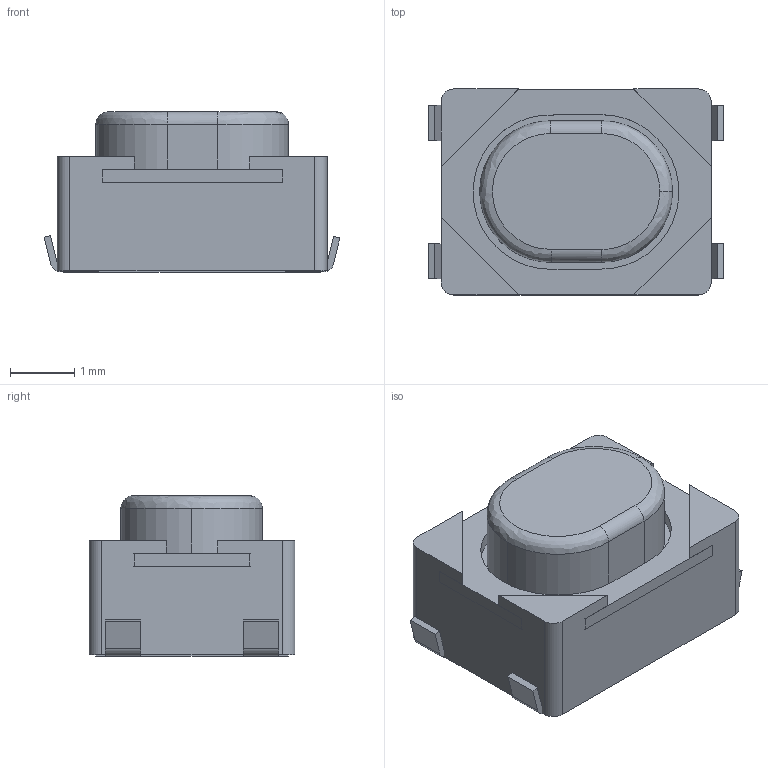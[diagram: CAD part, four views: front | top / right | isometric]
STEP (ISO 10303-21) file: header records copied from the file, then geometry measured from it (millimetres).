
FILE_DESCRIPTION(('FreeCAD Model'),'2;1');
FILE_NAME('PTS810SJG250SMTRLFS.step','2020-10-20T23:30:25',('Author' ),(''),'Open CASCADE STEP processor 7.3','FreeCAD','Unknown');
FILE_SCHEMA(('AUTOMOTIVE_DESIGN { 1 0 10303 214 1 1 1 1 }'));
Length unit declared in the file: millimetre
Products named in the file (18): Button; Sheet_Metal_Part6; Body; Strip; User_Library-PTS810; Body001; Strip001; Button001; Sheet_Metal_Part009; Pin001; Sheet_Metal_Part007; Sheet_Metal_Part008; Pin
Assembly tree (6 placements, depth 2):
  Button
  Sheet_Metal_Part6
  Body
  Strip
  User_Library-PTS810
    Body001
    Strip001
    Button001
    Sheet_Metal_Part009  x2
    Pin001
Bounding box: 4.6 x 3.2 x 2.5 mm (x, y, z)
Surface area: 343 mm2
Topology: 18 solids, 18 shells, 381 faces, 933 edges, 618 vertices
Faces by surface type: plane 258, cylinder 114, bspline 9
Entity records: 24441 total; most frequent: CARTESIAN_POINT 5804, DIRECTION 3423, LINE 2206, VECTOR 2206, ORIENTED_EDGE 1794, PCURVE 1794, DEFINITIONAL_REPRESENTATION 1794, EDGE_CURVE 897
